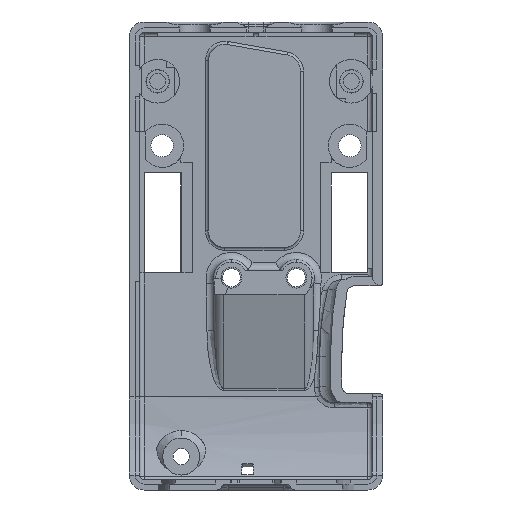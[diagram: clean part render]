
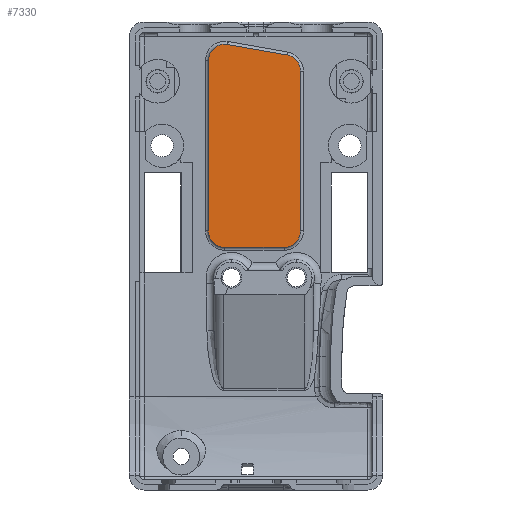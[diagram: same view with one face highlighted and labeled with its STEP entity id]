
A CAD part, front view. The second image highlights one B-rep face of the part: STEP entity #7330.
In plain terms, the highlighted planar face has unit normal (0, -1, 0).
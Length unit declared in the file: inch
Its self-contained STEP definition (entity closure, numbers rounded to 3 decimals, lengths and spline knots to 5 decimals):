
#230 = AXIS2_PLACEMENT_3D ( 'NONE', #9225, #2542, #17280 ) ;
#592 = CARTESIAN_POINT ( 'NONE',  ( 0.18874, 0.28764, 1.61353 ) ) ;
#611 = VECTOR ( 'NONE', #9508, 39.37008 ) ;
#704 = DIRECTION ( 'NONE',  ( 0., 0., -1. ) ) ;
#884 = CIRCLE ( 'NONE', #20486, 0.11 ) ;
#1016 = CARTESIAN_POINT ( 'NONE',  ( -0.20958, 0.28764, 1.50353 ) ) ;
#1237 = DIRECTION ( 'NONE',  ( 1., 0., 0. ) ) ;
#1374 = CARTESIAN_POINT ( 'NONE',  ( 0.29874, 0.28764, 2.68631 ) ) ;
#1466 = PLANE ( 'NONE',  #4927 ) ;
#1659 = CARTESIAN_POINT ( 'NONE',  ( 0.29874, 0.28764, 1.61353 ) ) ;
#2226 = VERTEX_POINT ( 'NONE', #9889 ) ;
#2429 = CARTESIAN_POINT ( 'NONE',  ( -0.20958, 0.28764, 2.86654 ) ) ;
#2518 = EDGE_CURVE ( 'NONE', #7199, #16628, #5375, .T. ) ;
#2519 = CARTESIAN_POINT ( 'NONE',  ( -0.31958, 0.28764, 1.61353 ) ) ;
#2542 = DIRECTION ( 'NONE',  ( 0., -1., 0. ) ) ;
#2805 = ORIENTED_EDGE ( 'NONE', *, *, #14803, .T. ) ;
#3465 = LINE ( 'NONE', #1659, #11810 ) ;
#3551 = VERTEX_POINT ( 'NONE', #1374 ) ;
#3883 = ORIENTED_EDGE ( 'NONE', *, *, #18516, .T. ) ;
#4414 = ORIENTED_EDGE ( 'NONE', *, *, #2518, .T. ) ;
#4451 = LINE ( 'NONE', #21029, #9840 ) ;
#4475 = DIRECTION ( 'NONE',  ( 0., 0., -1. ) ) ;
#4927 = AXIS2_PLACEMENT_3D ( 'NONE', #9426, #17515, #4475 ) ;
#5375 = CIRCLE ( 'NONE', #230, 0.11 ) ;
#5751 = CARTESIAN_POINT ( 'NONE',  ( 0.20784, 0.28764, 2.79464 ) ) ;
#5955 = CARTESIAN_POINT ( 'NONE',  ( -0.19048, 0.28764, 2.86487 ) ) ;
#6197 = FACE_OUTER_BOUND ( 'NONE', #16583, .T. ) ;
#6270 = DIRECTION ( 'NONE',  ( 0., 0., -1. ) ) ;
#7199 = VERTEX_POINT ( 'NONE', #2429 ) ;
#7330 = ADVANCED_FACE ( 'NONE', ( #6197 ), #1466, .T. ) ;
#8940 = CARTESIAN_POINT ( 'NONE',  ( -0.20958, 0.28764, 2.75654 ) ) ;
#9225 = CARTESIAN_POINT ( 'NONE',  ( -0.20958, 0.28764, 2.75654 ) ) ;
#9395 = CARTESIAN_POINT ( 'NONE',  ( 0.00499, 0.28764, 2.83041 ) ) ;
#9426 = CARTESIAN_POINT ( 'NONE',  ( -0.20958, 0.28764, 2.75654 ) ) ;
#9501 = EDGE_CURVE ( 'NONE', #3551, #9505, #884, .T. ) ;
#9505 = VERTEX_POINT ( 'NONE', #5751 ) ;
#9508 = DIRECTION ( 'NONE',  ( -0.985, 0., 0.174 ) ) ;
#9533 = VERTEX_POINT ( 'NONE', #5955 ) ;
#9539 = VERTEX_POINT ( 'NONE', #2519 ) ;
#9840 = VECTOR ( 'NONE', #6270, 39.37008 ) ;
#9889 = CARTESIAN_POINT ( 'NONE',  ( 0.18874, 0.28764, 1.50353 ) ) ;
#10050 = DIRECTION ( 'NONE',  ( 0., -1., 0. ) ) ;
#10271 = DIRECTION ( 'NONE',  ( 0., 0., -1. ) ) ;
#10460 = AXIS2_PLACEMENT_3D ( 'NONE', #8940, #15929, #13878 ) ;
#10483 = DIRECTION ( 'NONE',  ( 0., 0., -1. ) ) ;
#10593 = CARTESIAN_POINT ( 'NONE',  ( -0.20958, 0.28764, 1.61353 ) ) ;
#10958 = EDGE_CURVE ( 'NONE', #2226, #13123, #17761, .T. ) ;
#11069 = ORIENTED_EDGE ( 'NONE', *, *, #19564, .T. ) ;
#11810 = VECTOR ( 'NONE', #13372, 39.37008 ) ;
#12090 = DIRECTION ( 'NONE',  ( 0., -1., 0. ) ) ;
#12269 = EDGE_CURVE ( 'NONE', #9505, #9533, #14123, .T. ) ;
#12272 = VERTEX_POINT ( 'NONE', #15962 ) ;
#12900 = VECTOR ( 'NONE', #1237, 39.37008 ) ;
#13123 = VERTEX_POINT ( 'NONE', #19544 ) ;
#13240 = LINE ( 'NONE', #1016, #12900 ) ;
#13372 = DIRECTION ( 'NONE',  ( 0., 0., 1. ) ) ;
#13878 = DIRECTION ( 'NONE',  ( 0., 0., -1. ) ) ;
#14123 = LINE ( 'NONE', #9395, #611 ) ;
#14803 = EDGE_CURVE ( 'NONE', #13123, #3551, #3465, .T. ) ;
#15012 = AXIS2_PLACEMENT_3D ( 'NONE', #592, #10050, #10271 ) ;
#15273 = ORIENTED_EDGE ( 'NONE', *, *, #9501, .T. ) ;
#15929 = DIRECTION ( 'NONE',  ( 0., -1., 0. ) ) ;
#15962 = CARTESIAN_POINT ( 'NONE',  ( -0.20958, 0.28764, 1.50353 ) ) ;
#16578 = ORIENTED_EDGE ( 'NONE', *, *, #19433, .T. ) ;
#16583 = EDGE_LOOP ( 'NONE', ( #18591, #19652, #4414, #11069, #16578, #3883, #17889, #2805, #15273 ) ) ;
#16628 = VERTEX_POINT ( 'NONE', #16982 ) ;
#16716 = CIRCLE ( 'NONE', #19825, 0.11 ) ;
#16982 = CARTESIAN_POINT ( 'NONE',  ( -0.31958, 0.28764, 2.75654 ) ) ;
#17280 = DIRECTION ( 'NONE',  ( 0., 0., -1. ) ) ;
#17290 = EDGE_CURVE ( 'NONE', #9533, #7199, #19759, .T. ) ;
#17515 = DIRECTION ( 'NONE',  ( 0., -1., 0. ) ) ;
#17761 = CIRCLE ( 'NONE', #15012, 0.11 ) ;
#17889 = ORIENTED_EDGE ( 'NONE', *, *, #10958, .T. ) ;
#18516 = EDGE_CURVE ( 'NONE', #12272, #2226, #13240, .T. ) ;
#18591 = ORIENTED_EDGE ( 'NONE', *, *, #12269, .T. ) ;
#18990 = DIRECTION ( 'NONE',  ( 0., -1., 0. ) ) ;
#19433 = EDGE_CURVE ( 'NONE', #9539, #12272, #16716, .T. ) ;
#19544 = CARTESIAN_POINT ( 'NONE',  ( 0.29874, 0.28764, 1.61353 ) ) ;
#19564 = EDGE_CURVE ( 'NONE', #16628, #9539, #4451, .T. ) ;
#19652 = ORIENTED_EDGE ( 'NONE', *, *, #17290, .T. ) ;
#19759 = CIRCLE ( 'NONE', #10460, 0.11 ) ;
#19825 = AXIS2_PLACEMENT_3D ( 'NONE', #10593, #12090, #10483 ) ;
#20486 = AXIS2_PLACEMENT_3D ( 'NONE', #20515, #18990, #704 ) ;
#20515 = CARTESIAN_POINT ( 'NONE',  ( 0.18874, 0.28764, 2.68631 ) ) ;
#21029 = CARTESIAN_POINT ( 'NONE',  ( -0.31958, 0.28764, 1.61353 ) ) ;
